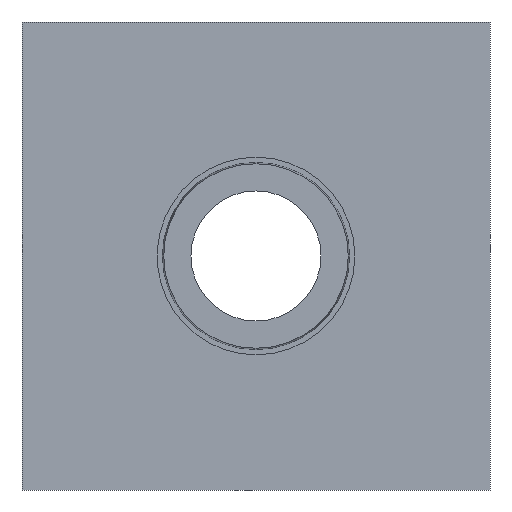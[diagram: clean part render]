
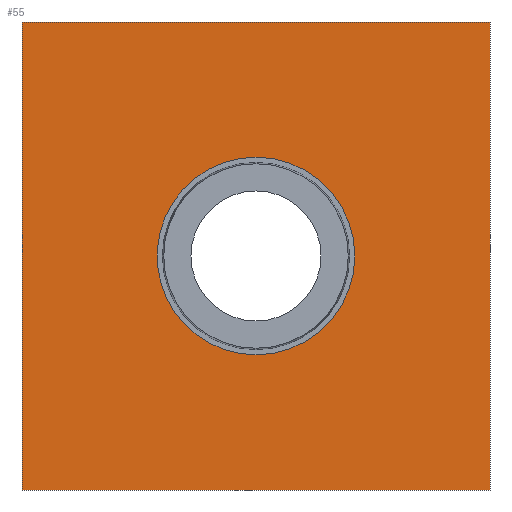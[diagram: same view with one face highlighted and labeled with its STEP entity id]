
A CAD part, left-side view. The second image highlights one B-rep face of the part: STEP entity #55.
In plain terms, the highlighted planar face has unit normal (-1, 0, 0).
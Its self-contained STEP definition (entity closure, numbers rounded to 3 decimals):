
#55=ADVANCED_FACE('',(#118,#119),#120,.F.);
#118=FACE_OUTER_BOUND('',#192,.T.);
#119=FACE_BOUND('',#193,.T.);
#120=PLANE('',#194);
#192=EDGE_LOOP('',(#289,#290,#291,#292));
#193=EDGE_LOOP('',(#293,#294,#295));
#194=AXIS2_PLACEMENT_3D('',#296,#297,#298);
#289=ORIENTED_EDGE('',*,*,#447,.F.);
#290=ORIENTED_EDGE('',*,*,#448,.F.);
#291=ORIENTED_EDGE('',*,*,#449,.F.);
#292=ORIENTED_EDGE('',*,*,#450,.F.);
#293=ORIENTED_EDGE('',*,*,#437,.T.);
#294=ORIENTED_EDGE('',*,*,#451,.T.);
#295=ORIENTED_EDGE('',*,*,#438,.T.);
#296=CARTESIAN_POINT('',(0.0,0.0,0.0));
#297=DIRECTION('',(1.0,0.,0.));
#298=DIRECTION('',(0.0,1.0,0.));
#437=EDGE_CURVE('',#521,#519,#522,.T.);
#438=EDGE_CURVE('',#513,#521,#523,.T.);
#447=EDGE_CURVE('',#538,#539,#540,.T.);
#448=EDGE_CURVE('',#541,#538,#542,.T.);
#449=EDGE_CURVE('',#543,#541,#544,.T.);
#450=EDGE_CURVE('',#539,#543,#545,.T.);
#451=EDGE_CURVE('',#519,#513,#546,.T.);
#513=VERTEX_POINT('',#618);
#519=VERTEX_POINT('',#625);
#521=VERTEX_POINT('',#628);
#522=CIRCLE('',#629,9.5);
#523=CIRCLE('',#630,9.5);
#538=VERTEX_POINT('',#647);
#539=VERTEX_POINT('',#648);
#540=LINE('',#649,#650);
#541=VERTEX_POINT('',#651);
#542=LINE('',#652,#653);
#543=VERTEX_POINT('',#654);
#544=LINE('',#655,#656);
#545=LINE('',#657,#658);
#546=CIRCLE('',#659,9.5);
#618=CARTESIAN_POINT('',(0.,0.,-9.5));
#625=CARTESIAN_POINT('',(0.,0.,9.5));
#628=CARTESIAN_POINT('',(0.0,9.447,-1.0));
#629=AXIS2_PLACEMENT_3D('',#736,#737,#738);
#630=AXIS2_PLACEMENT_3D('',#739,#740,#741);
#647=CARTESIAN_POINT('',(0.0,22.5,22.5));
#648=CARTESIAN_POINT('',(0.0,-22.5,22.5));
#649=CARTESIAN_POINT('',(0.0,22.5,22.5));
#650=VECTOR('',#756,45.0);
#651=CARTESIAN_POINT('',(0.0,22.5,-22.5));
#652=CARTESIAN_POINT('',(0.0,22.5,-22.5));
#653=VECTOR('',#757,45.0);
#654=CARTESIAN_POINT('',(0.0,-22.5,-22.5));
#655=CARTESIAN_POINT('',(0.0,-22.5,-22.5));
#656=VECTOR('',#758,45.0);
#657=CARTESIAN_POINT('',(0.0,-22.5,22.5));
#658=VECTOR('',#759,45.0);
#659=AXIS2_PLACEMENT_3D('',#760,#761,#762);
#736=CARTESIAN_POINT('',(0.0,0.0,0.0));
#737=DIRECTION('',(1.0,0.,0.));
#738=DIRECTION('',(0.,0.994,-0.105));
#739=CARTESIAN_POINT('',(0.0,0.0,0.0));
#740=DIRECTION('',(1.0,0.,0.));
#741=DIRECTION('',(0.,0.994,-0.105));
#756=DIRECTION('',(0.,-1.0,0.));
#757=DIRECTION('',(0.,0.,1.0));
#758=DIRECTION('',(0.,1.0,0.));
#759=DIRECTION('',(0.,0.,-1.0));
#760=CARTESIAN_POINT('',(0.0,0.0,0.0));
#761=DIRECTION('',(1.0,0.,0.));
#762=DIRECTION('',(0.,0.994,-0.105));
